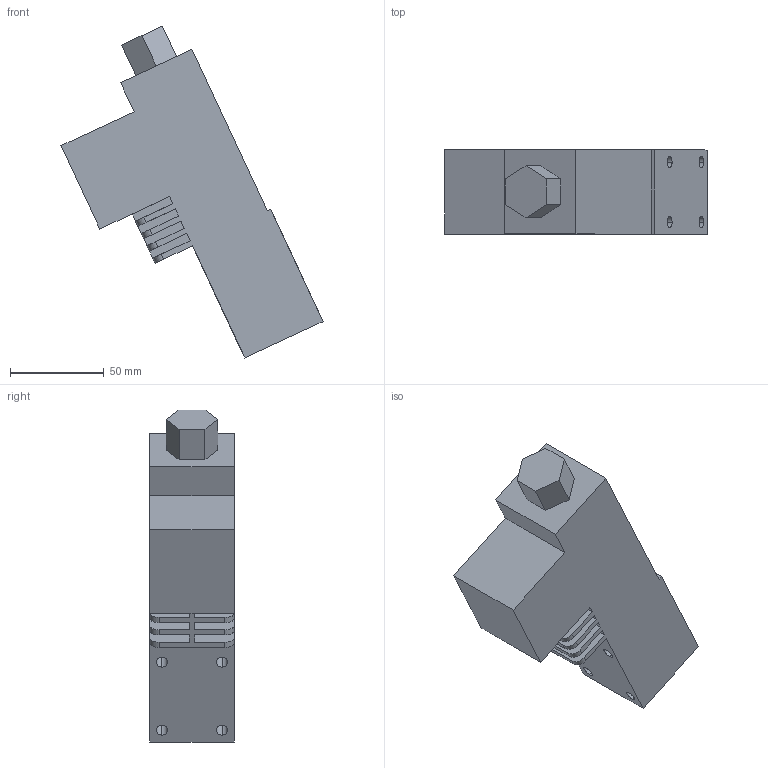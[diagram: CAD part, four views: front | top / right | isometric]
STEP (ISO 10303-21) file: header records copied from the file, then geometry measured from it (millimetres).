
FILE_DESCRIPTION(('CoCreate Modeling STEP Export'),'2;1');
FILE_NAME('part_48961.stp','2008-07-11T12:31:40',(''),(''),'CoCreate Modeling STEP processor for AP214 (Solid Model)','CoCreate Modeling 17.00P0623 23-Jun-2008 (C) Parametric Technology GmbH','');
FILE_SCHEMA(('AUTOMOTIVE_DESIGN { 1 0 10303 214 1 1 1 1 }'));
Length unit declared in the file: millimetre
Products named in the file (2): 48961
Assembly tree (1 placements, depth 2):
  48961
    48961
Bounding box: 139.71 x 45 x 177.02 mm (x, y, z)
Volume: 430244.7 mm3; surface area: 53971.3 mm2
Topology: 1 solids, 1 shells, 67 faces, 192 edges, 128 vertices
Faces by surface type: plane 51, cylinder 16
Entity records: 2179 total; most frequent: ORIENTED_EDGE 384, CARTESIAN_POINT 377, DIRECTION 338, EDGE_CURVE 192, VECTOR 160, LINE 160, VERTEX_POINT 128, AXIS2_PLACEMENT_3D 89
